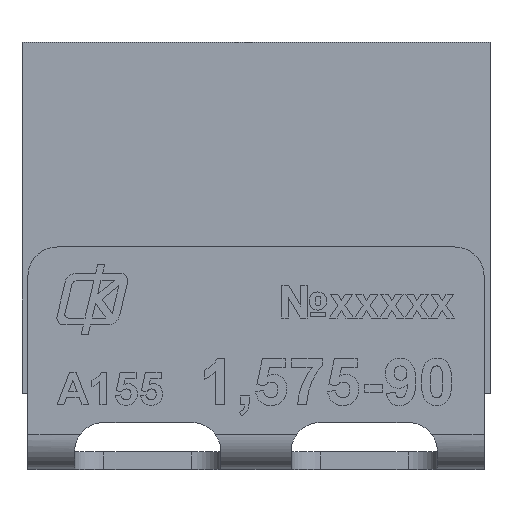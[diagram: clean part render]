
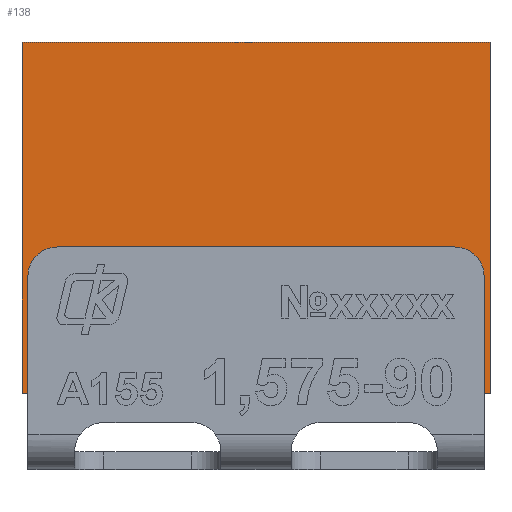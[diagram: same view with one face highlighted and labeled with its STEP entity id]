
A CAD part, top view. The second image highlights one B-rep face of the part: STEP entity #138.
In plain terms, the highlighted planar face has unit normal (0, 0, 1).
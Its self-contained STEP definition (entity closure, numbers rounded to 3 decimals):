
#138=ADVANCED_FACE('',(#3322),#3324,.F.);
#3322=FACE_BOUND('',#3323,.T.);
#3323=EDGE_LOOP('',(#7954,#7955,#7956,#7957,#7958,#7959,#7960,#7961,#7962,#7963));
#3324=PLANE('',#3325);
#3325=AXIS2_PLACEMENT_3D('',#3326,#3327,#3328);
#3326=CARTESIAN_POINT('',(0.,0.,2.));
#3327=DIRECTION('',(0.,0.,-1.));
#3328=DIRECTION('',(-1.,0.,0.));
#7954=ORIENTED_EDGE('',*,*,#9861,.F.);
#7955=ORIENTED_EDGE('',*,*,#9862,.F.);
#7956=ORIENTED_EDGE('',*,*,#9863,.F.);
#7957=ORIENTED_EDGE('',*,*,#9864,.F.);
#7958=ORIENTED_EDGE('',*,*,#9865,.F.);
#7959=ORIENTED_EDGE('',*,*,#9866,.F.);
#7960=ORIENTED_EDGE('',*,*,#9867,.F.);
#7961=ORIENTED_EDGE('',*,*,#9821,.T.);
#7962=ORIENTED_EDGE('',*,*,#9868,.T.);
#7963=ORIENTED_EDGE('',*,*,#9828,.T.);
#9821=EDGE_CURVE('',#10790,#10798,#10800,.T.);
#9828=EDGE_CURVE('',#10813,#10810,#10814,.T.);
#9861=EDGE_CURVE('',#10872,#10810,#10873,.T.);
#9862=EDGE_CURVE('',#10874,#10872,#10875,.T.);
#9863=EDGE_CURVE('',#10876,#10874,#10877,.T.);
#9864=EDGE_CURVE('',#10878,#10876,#10879,.T.);
#9865=EDGE_CURVE('',#10880,#10878,#10881,.T.);
#9866=EDGE_CURVE('',#10882,#10880,#10883,.T.);
#9867=EDGE_CURVE('',#10790,#10882,#10884,.T.);
#9868=EDGE_CURVE('',#10798,#10813,#10885,.T.);
#10790=VERTEX_POINT('',#12409);
#10798=VERTEX_POINT('',#12425);
#10800=LINE('',#12429,#12430);
#10810=VERTEX_POINT('',#12451);
#10813=VERTEX_POINT('',#12456);
#10814=LINE('',#12457,#12458);
#10872=VERTEX_POINT('',#12581);
#10873=LINE('',#12582,#12583);
#10874=VERTEX_POINT('',#12585);
#10875=LINE('',#12586,#12587);
#10876=VERTEX_POINT('',#12589);
#10877=CIRCLE('',#12590,0.5);
#10878=VERTEX_POINT('',#12594);
#10879=LINE('',#12595,#12596);
#10880=VERTEX_POINT('',#12598);
#10881=CIRCLE('',#12599,0.5);
#10882=VERTEX_POINT('',#12603);
#10883=LINE('',#12604,#12605);
#10884=LINE('',#12607,#12608);
#10885=LINE('',#12610,#12611);
#12409=CARTESIAN_POINT('',(4.,-3.,2.));
#12425=CARTESIAN_POINT('',(4.,3.,2.));
#12429=CARTESIAN_POINT('',(4.,-3.,2.));
#12430=VECTOR('',#12431,1.);
#12431=DIRECTION('',(0.,1.,0.));
#12451=CARTESIAN_POINT('',(-4.,-3.,2.));
#12456=CARTESIAN_POINT('',(-4.,3.,2.));
#12457=CARTESIAN_POINT('',(-4.,3.,2.));
#12458=VECTOR('',#12459,1.);
#12459=DIRECTION('',(0.,-1.,0.));
#12581=CARTESIAN_POINT('',(-3.9,-3.,2.));
#12582=CARTESIAN_POINT('',(-3.9,-3.,2.));
#12583=VECTOR('',#12584,1.);
#12584=DIRECTION('',(-1.,0.,0.));
#12585=CARTESIAN_POINT('',(-3.9,-1.,2.));
#12586=CARTESIAN_POINT('',(-3.9,-1.,2.));
#12587=VECTOR('',#12588,1.);
#12588=DIRECTION('',(0.,-1.,0.));
#12589=CARTESIAN_POINT('',(-3.4,-0.5,2.));
#12590=AXIS2_PLACEMENT_3D('',#12591,#12592,#12593);
#12591=CARTESIAN_POINT('',(-3.4,-1.,2.));
#12592=DIRECTION('',(0.,-0.,1.));
#12593=DIRECTION('',(0.,1.,0.));
#12594=CARTESIAN_POINT('',(3.4,-0.5,2.));
#12595=CARTESIAN_POINT('',(3.4,-0.5,2.));
#12596=VECTOR('',#12597,1.);
#12597=DIRECTION('',(-1.,0.,0.));
#12598=CARTESIAN_POINT('',(3.9,-1.,2.));
#12599=AXIS2_PLACEMENT_3D('',#12600,#12601,#12602);
#12600=CARTESIAN_POINT('',(3.4,-1.,2.));
#12601=DIRECTION('',(0.,-0.,1.));
#12602=DIRECTION('',(1.,0.,0.));
#12603=CARTESIAN_POINT('',(3.9,-3.,2.));
#12604=CARTESIAN_POINT('',(3.9,-3.,2.));
#12605=VECTOR('',#12606,1.);
#12606=DIRECTION('',(0.,1.,0.));
#12607=CARTESIAN_POINT('',(4.,-3.,2.));
#12608=VECTOR('',#12609,1.);
#12609=DIRECTION('',(-1.,0.,0.));
#12610=CARTESIAN_POINT('',(4.,3.,2.));
#12611=VECTOR('',#12612,1.);
#12612=DIRECTION('',(-1.,0.,0.));
